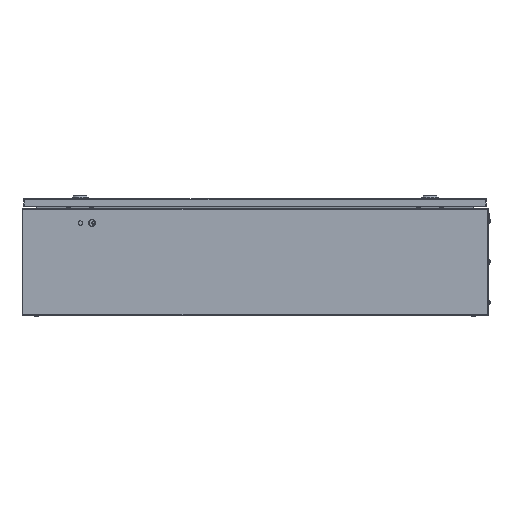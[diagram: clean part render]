
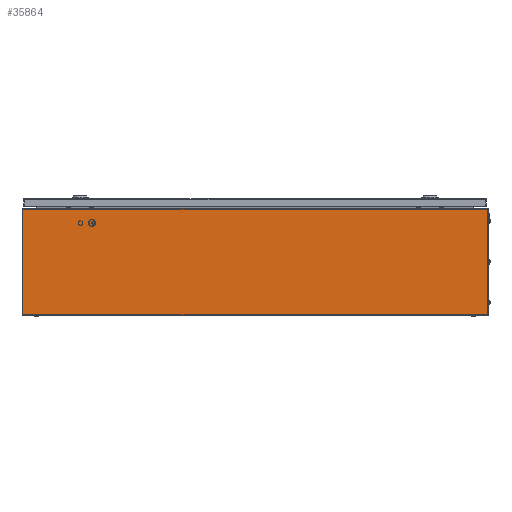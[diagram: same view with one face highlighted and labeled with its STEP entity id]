
A CAD part, left-side view. The second image highlights one B-rep face of the part: STEP entity #35864.
In plain terms, the highlighted planar face has unit normal (-1, 0, 0).
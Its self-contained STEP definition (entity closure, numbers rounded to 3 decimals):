
#562 = FACE_OUTER_BOUND ( 'NONE', #42295, .T. ) ;
#3590 = VECTOR ( 'NONE', #9133, 1000. ) ;
#5550 = PLANE ( 'NONE',  #64031 ) ;
#9133 = DIRECTION ( 'NONE',  ( 0., -1., 0. ) ) ;
#12811 = EDGE_CURVE ( 'NONE', #35346, #32664, #14458, .T. ) ;
#13633 = CARTESIAN_POINT ( 'NONE',  ( 0., 0., 183. ) ) ;
#14458 = LINE ( 'NONE', #63778, #3590 ) ;
#16529 = VERTEX_POINT ( 'NONE', #33525 ) ;
#16698 = CARTESIAN_POINT ( 'NONE',  ( 0., 0., 0. ) ) ;
#16905 = CARTESIAN_POINT ( 'NONE',  ( 0., 0., 183. ) ) ;
#20186 = CARTESIAN_POINT ( 'NONE',  ( 0., 800., 0. ) ) ;
#21505 = ORIENTED_EDGE ( 'NONE', *, *, #57440, .F. ) ;
#22046 = ORIENTED_EDGE ( 'NONE', *, *, #32179, .F. ) ;
#25146 = VECTOR ( 'NONE', #32341, 1000. ) ;
#27151 = DIRECTION ( 'NONE',  ( 1., 0., 0. ) ) ;
#28290 = LINE ( 'NONE', #34288, #54944 ) ;
#32179 = EDGE_CURVE ( 'NONE', #60630, #32664, #37669, .T. ) ;
#32341 = DIRECTION ( 'NONE',  ( 0., 0., -1. ) ) ;
#32664 = VERTEX_POINT ( 'NONE', #16698 ) ;
#33525 = CARTESIAN_POINT ( 'NONE',  ( 0., 800., 183. ) ) ;
#34288 = CARTESIAN_POINT ( 'NONE',  ( 0., 800., 183. ) ) ;
#35346 = VERTEX_POINT ( 'NONE', #20186 ) ;
#35582 = DIRECTION ( 'NONE',  ( 0., -1., 0. ) ) ;
#35678 = EDGE_CURVE ( 'NONE', #16529, #35346, #28290, .T. ) ;
#35864 = ADVANCED_FACE ( 'NONE', ( #562 ), #5550, .F. ) ;
#37669 = LINE ( 'NONE', #64348, #25146 ) ;
#38495 = ORIENTED_EDGE ( 'NONE', *, *, #12811, .T. ) ;
#42295 = EDGE_LOOP ( 'NONE', ( #38495, #22046, #21505, #68959 ) ) ;
#42300 = VECTOR ( 'NONE', #35582, 1000. ) ;
#49505 = DIRECTION ( 'NONE',  ( 0., 0., -1. ) ) ;
#49557 = CARTESIAN_POINT ( 'NONE',  ( 0., 0., 183. ) ) ;
#50874 = LINE ( 'NONE', #13633, #42300 ) ;
#54944 = VECTOR ( 'NONE', #61303, 1000. ) ;
#57440 = EDGE_CURVE ( 'NONE', #16529, #60630, #50874, .T. ) ;
#60630 = VERTEX_POINT ( 'NONE', #49557 ) ;
#61303 = DIRECTION ( 'NONE',  ( 0., 0., -1. ) ) ;
#63778 = CARTESIAN_POINT ( 'NONE',  ( 0., 0., 0. ) ) ;
#64031 = AXIS2_PLACEMENT_3D ( 'NONE', #16905, #27151, #49505 ) ;
#64348 = CARTESIAN_POINT ( 'NONE',  ( 0., 0., 183. ) ) ;
#68959 = ORIENTED_EDGE ( 'NONE', *, *, #35678, .T. ) ;
